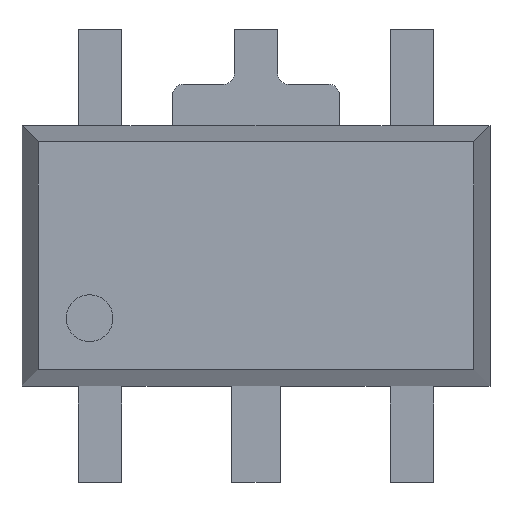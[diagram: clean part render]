
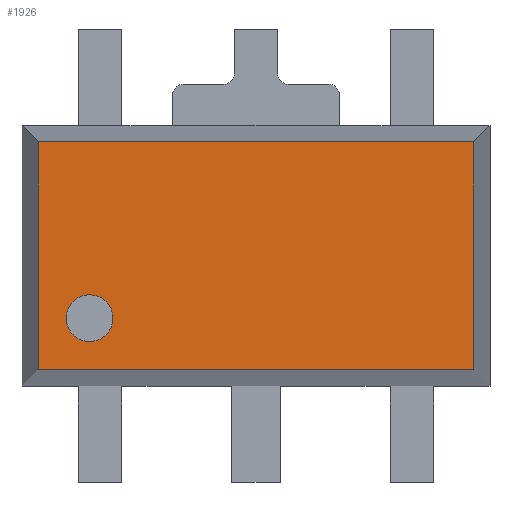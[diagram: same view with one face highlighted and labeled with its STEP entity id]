
A CAD part, top view. The second image highlights one B-rep face of the part: STEP entity #1926.
In plain terms, the highlighted planar face has unit normal (0, 0, 1).
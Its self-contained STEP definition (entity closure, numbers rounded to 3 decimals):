
#454 = PLANE('',#455);
#455 = AXIS2_PLACEMENT_3D('',#456,#457,#458);
#456 = CARTESIAN_POINT('',(-2.25,1.25,0.4));
#457 = DIRECTION('',(0.,0.99,0.139));
#458 = DIRECTION('',(0.,-0.139,0.99));
#973 = VERTEX_POINT('',#974);
#974 = CARTESIAN_POINT('',(-2.095,1.095,1.5));
#988 = PLANE('',#989);
#989 = AXIS2_PLACEMENT_3D('',#990,#991,#992);
#990 = CARTESIAN_POINT('',(-2.25,-1.25,0.4));
#991 = DIRECTION('',(-0.99,0.,0.139));
#992 = DIRECTION('',(-0.139,0.,-0.99)
  );
#1000 = EDGE_CURVE('',#1001,#973,#1003,.T.);
#1001 = VERTEX_POINT('',#1002);
#1002 = CARTESIAN_POINT('',(2.095,1.095,1.5));
#1003 = SURFACE_CURVE('',#1004,(#1008,#1015),.PCURVE_S1.);
#1004 = LINE('',#1005,#1006);
#1005 = CARTESIAN_POINT('',(2.25,1.095,1.5));
#1006 = VECTOR('',#1007,1.);
#1007 = DIRECTION('',(-1.,0.,-0.));
#1008 = PCURVE('',#454,#1009);
#1009 = DEFINITIONAL_REPRESENTATION('',(#1010),#1014);
#1010 = LINE('',#1011,#1012);
#1011 = CARTESIAN_POINT('',(1.111,4.5));
#1012 = VECTOR('',#1013,1.);
#1013 = DIRECTION('',(0.,-1.));
#1014 = ( GEOMETRIC_REPRESENTATION_CONTEXT(2) 
PARAMETRIC_REPRESENTATION_CONTEXT() REPRESENTATION_CONTEXT('2D SPACE',''
  ) );
#1015 = PCURVE('',#1016,#1021);
#1016 = PLANE('',#1017);
#1017 = AXIS2_PLACEMENT_3D('',#1018,#1019,#1020);
#1018 = CARTESIAN_POINT('',(2.25,1.25,1.5));
#1019 = DIRECTION('',(0.,0.,-1.));
#1020 = DIRECTION('',(0.,1.,0.));
#1021 = DEFINITIONAL_REPRESENTATION('',(#1022),#1026);
#1022 = LINE('',#1023,#1024);
#1023 = CARTESIAN_POINT('',(-0.155,0.));
#1024 = VECTOR('',#1025,1.);
#1025 = DIRECTION('',(0.,-1.));
#1026 = ( GEOMETRIC_REPRESENTATION_CONTEXT(2) 
PARAMETRIC_REPRESENTATION_CONTEXT() REPRESENTATION_CONTEXT('2D SPACE',''
  ) );
#1042 = PLANE('',#1043);
#1043 = AXIS2_PLACEMENT_3D('',#1044,#1045,#1046);
#1044 = CARTESIAN_POINT('',(2.25,-1.25,0.4));
#1045 = DIRECTION('',(0.99,0.,0.139));
#1046 = DIRECTION('',(-0.139,0.,0.99)
  );
#1379 = PLANE('',#1380);
#1380 = AXIS2_PLACEMENT_3D('',#1381,#1382,#1383);
#1381 = CARTESIAN_POINT('',(-2.25,-1.25,0.4));
#1382 = DIRECTION('',(0.,-0.99,0.139));
#1383 = DIRECTION('',(0.,-0.139,-0.99));
#1802 = EDGE_CURVE('',#1803,#1001,#1805,.T.);
#1803 = VERTEX_POINT('',#1804);
#1804 = CARTESIAN_POINT('',(2.095,-1.095,1.5));
#1805 = SURFACE_CURVE('',#1806,(#1810,#1817),.PCURVE_S1.);
#1806 = LINE('',#1807,#1808);
#1807 = CARTESIAN_POINT('',(2.095,1.25,1.5));
#1808 = VECTOR('',#1809,1.);
#1809 = DIRECTION('',(0.,1.,0.));
#1810 = PCURVE('',#1042,#1811);
#1811 = DEFINITIONAL_REPRESENTATION('',(#1812),#1816);
#1812 = LINE('',#1813,#1814);
#1813 = CARTESIAN_POINT('',(1.111,-2.5));
#1814 = VECTOR('',#1815,1.);
#1815 = DIRECTION('',(-0.,-1.));
#1816 = ( GEOMETRIC_REPRESENTATION_CONTEXT(2) 
PARAMETRIC_REPRESENTATION_CONTEXT() REPRESENTATION_CONTEXT('2D SPACE',''
  ) );
#1817 = PCURVE('',#1016,#1818);
#1818 = DEFINITIONAL_REPRESENTATION('',(#1819),#1823);
#1819 = LINE('',#1820,#1821);
#1820 = CARTESIAN_POINT('',(0.,-0.155));
#1821 = VECTOR('',#1822,1.);
#1822 = DIRECTION('',(1.,0.));
#1823 = ( GEOMETRIC_REPRESENTATION_CONTEXT(2) 
PARAMETRIC_REPRESENTATION_CONTEXT() REPRESENTATION_CONTEXT('2D SPACE',''
  ) );
#1926 = ADVANCED_FACE('',(#1927,#1975),#1016,.F.);
#1927 = FACE_BOUND('',#1928,.F.);
#1928 = EDGE_LOOP('',(#1929,#1930,#1953,#1974));
#1929 = ORIENTED_EDGE('',*,*,#1802,.F.);
#1930 = ORIENTED_EDGE('',*,*,#1931,.F.);
#1931 = EDGE_CURVE('',#1932,#1803,#1934,.T.);
#1932 = VERTEX_POINT('',#1933);
#1933 = CARTESIAN_POINT('',(-2.095,-1.095,1.5));
#1934 = SURFACE_CURVE('',#1935,(#1939,#1946),.PCURVE_S1.);
#1935 = LINE('',#1936,#1937);
#1936 = CARTESIAN_POINT('',(2.25,-1.095,1.5));
#1937 = VECTOR('',#1938,1.);
#1938 = DIRECTION('',(1.,0.,0.));
#1939 = PCURVE('',#1016,#1940);
#1940 = DEFINITIONAL_REPRESENTATION('',(#1941),#1945);
#1941 = LINE('',#1942,#1943);
#1942 = CARTESIAN_POINT('',(-2.345,0.));
#1943 = VECTOR('',#1944,1.);
#1944 = DIRECTION('',(0.,1.));
#1945 = ( GEOMETRIC_REPRESENTATION_CONTEXT(2) 
PARAMETRIC_REPRESENTATION_CONTEXT() REPRESENTATION_CONTEXT('2D SPACE',''
  ) );
#1946 = PCURVE('',#1379,#1947);
#1947 = DEFINITIONAL_REPRESENTATION('',(#1948),#1952);
#1948 = LINE('',#1949,#1950);
#1949 = CARTESIAN_POINT('',(-1.111,4.5));
#1950 = VECTOR('',#1951,1.);
#1951 = DIRECTION('',(0.,1.));
#1952 = ( GEOMETRIC_REPRESENTATION_CONTEXT(2) 
PARAMETRIC_REPRESENTATION_CONTEXT() REPRESENTATION_CONTEXT('2D SPACE',''
  ) );
#1953 = ORIENTED_EDGE('',*,*,#1954,.F.);
#1954 = EDGE_CURVE('',#973,#1932,#1955,.T.);
#1955 = SURFACE_CURVE('',#1956,(#1960,#1967),.PCURVE_S1.);
#1956 = LINE('',#1957,#1958);
#1957 = CARTESIAN_POINT('',(-2.095,1.25,1.5));
#1958 = VECTOR('',#1959,1.);
#1959 = DIRECTION('',(0.,-1.,0.));
#1960 = PCURVE('',#1016,#1961);
#1961 = DEFINITIONAL_REPRESENTATION('',(#1962),#1966);
#1962 = LINE('',#1963,#1964);
#1963 = CARTESIAN_POINT('',(0.,-4.345));
#1964 = VECTOR('',#1965,1.);
#1965 = DIRECTION('',(-1.,0.));
#1966 = ( GEOMETRIC_REPRESENTATION_CONTEXT(2) 
PARAMETRIC_REPRESENTATION_CONTEXT() REPRESENTATION_CONTEXT('2D SPACE',''
  ) );
#1967 = PCURVE('',#988,#1968);
#1968 = DEFINITIONAL_REPRESENTATION('',(#1969),#1973);
#1969 = LINE('',#1970,#1971);
#1970 = CARTESIAN_POINT('',(-1.111,-2.5));
#1971 = VECTOR('',#1972,1.);
#1972 = DIRECTION('',(0.,1.));
#1973 = ( GEOMETRIC_REPRESENTATION_CONTEXT(2) 
PARAMETRIC_REPRESENTATION_CONTEXT() REPRESENTATION_CONTEXT('2D SPACE',''
  ) );
#1974 = ORIENTED_EDGE('',*,*,#1000,.F.);
#1975 = FACE_BOUND('',#1976,.F.);
#1976 = EDGE_LOOP('',(#1977,#2008));
#1977 = ORIENTED_EDGE('',*,*,#1978,.F.);
#1978 = EDGE_CURVE('',#1979,#1981,#1983,.T.);
#1979 = VERTEX_POINT('',#1980);
#1980 = CARTESIAN_POINT('',(-1.6,-0.825,1.5));
#1981 = VERTEX_POINT('',#1982);
#1982 = CARTESIAN_POINT('',(-1.6,-0.375,1.5));
#1983 = SURFACE_CURVE('',#1984,(#1989,#1996),.PCURVE_S1.);
#1984 = CIRCLE('',#1985,0.225);
#1985 = AXIS2_PLACEMENT_3D('',#1986,#1987,#1988);
#1986 = CARTESIAN_POINT('',(-1.6,-0.6,1.5));
#1987 = DIRECTION('',(0.,0.,-1.));
#1988 = DIRECTION('',(0.,1.,0.));
#1989 = PCURVE('',#1016,#1990);
#1990 = DEFINITIONAL_REPRESENTATION('',(#1991),#1995);
#1991 = CIRCLE('',#1992,0.225);
#1992 = AXIS2_PLACEMENT_2D('',#1993,#1994);
#1993 = CARTESIAN_POINT('',(-1.85,-3.85));
#1994 = DIRECTION('',(1.,0.));
#1995 = ( GEOMETRIC_REPRESENTATION_CONTEXT(2) 
PARAMETRIC_REPRESENTATION_CONTEXT() REPRESENTATION_CONTEXT('2D SPACE',''
  ) );
#1996 = PCURVE('',#1997,#2002);
#1997 = PLANE('',#1998);
#1998 = AXIS2_PLACEMENT_3D('',#1999,#2000,#2001);
#1999 = CARTESIAN_POINT('',(-1.6,-0.6,1.5));
#2000 = DIRECTION('',(0.,0.,-1.));
#2001 = DIRECTION('',(0.,1.,0.));
#2002 = DEFINITIONAL_REPRESENTATION('',(#2003),#2007);
#2003 = CIRCLE('',#2004,0.225);
#2004 = AXIS2_PLACEMENT_2D('',#2005,#2006);
#2005 = CARTESIAN_POINT('',(0.,0.));
#2006 = DIRECTION('',(1.,0.));
#2007 = ( GEOMETRIC_REPRESENTATION_CONTEXT(2) 
PARAMETRIC_REPRESENTATION_CONTEXT() REPRESENTATION_CONTEXT('2D SPACE',''
  ) );
#2008 = ORIENTED_EDGE('',*,*,#2009,.F.);
#2009 = EDGE_CURVE('',#1981,#1979,#2010,.T.);
#2010 = SURFACE_CURVE('',#2011,(#2016,#2023),.PCURVE_S1.);
#2011 = CIRCLE('',#2012,0.225);
#2012 = AXIS2_PLACEMENT_3D('',#2013,#2014,#2015);
#2013 = CARTESIAN_POINT('',(-1.6,-0.6,1.5));
#2014 = DIRECTION('',(0.,0.,-1.));
#2015 = DIRECTION('',(0.,1.,0.));
#2016 = PCURVE('',#1016,#2017);
#2017 = DEFINITIONAL_REPRESENTATION('',(#2018),#2022);
#2018 = CIRCLE('',#2019,0.225);
#2019 = AXIS2_PLACEMENT_2D('',#2020,#2021);
#2020 = CARTESIAN_POINT('',(-1.85,-3.85));
#2021 = DIRECTION('',(1.,0.));
#2022 = ( GEOMETRIC_REPRESENTATION_CONTEXT(2) 
PARAMETRIC_REPRESENTATION_CONTEXT() REPRESENTATION_CONTEXT('2D SPACE',''
  ) );
#2023 = PCURVE('',#1997,#2024);
#2024 = DEFINITIONAL_REPRESENTATION('',(#2025),#2029);
#2025 = CIRCLE('',#2026,0.225);
#2026 = AXIS2_PLACEMENT_2D('',#2027,#2028);
#2027 = CARTESIAN_POINT('',(0.,0.));
#2028 = DIRECTION('',(1.,0.));
#2029 = ( GEOMETRIC_REPRESENTATION_CONTEXT(2) 
PARAMETRIC_REPRESENTATION_CONTEXT() REPRESENTATION_CONTEXT('2D SPACE',''
  ) );
